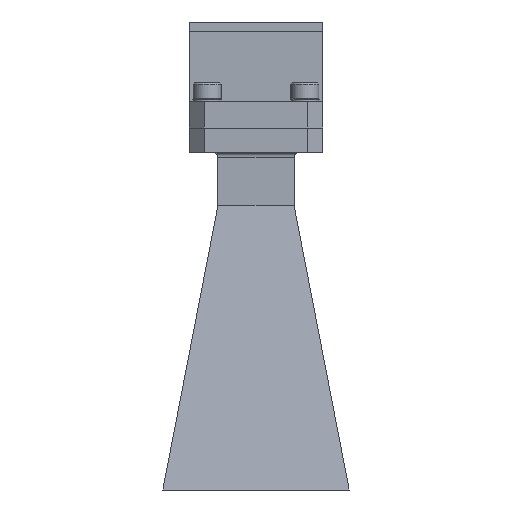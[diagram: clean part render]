
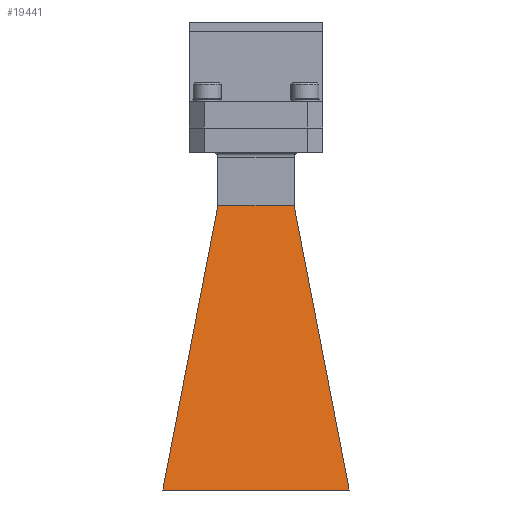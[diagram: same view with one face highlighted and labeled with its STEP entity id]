
A CAD part, front view. The second image highlights one B-rep face of the part: STEP entity #19441.
In plain terms, the highlighted planar face has unit normal (0, -0.984, 0.177).
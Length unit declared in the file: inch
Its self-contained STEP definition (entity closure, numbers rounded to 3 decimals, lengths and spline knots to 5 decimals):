
#684 = AXIS2_PLACEMENT_3D ( 'NONE', #5446, #26447, #9572 ) ;
#1065 = B_SPLINE_CURVE_WITH_KNOTS ( 'NONE', 3,
 ( #14032, #11834, #24447, #22272 ),
 .UNSPECIFIED., .F., .F.,
 ( 4, 4 ),
 ( 0., 1. ),
 .UNSPECIFIED. ) ;
#1073 = EDGE_CURVE ( 'NONE', #26858, #11577, #17557, .T. ) ;
#1103 = VECTOR ( 'NONE', #15071, 39.37008 ) ;
#1154 = EDGE_CURVE ( 'NONE', #13717, #16474, #1065, .T. ) ;
#1386 = ORIENTED_EDGE ( 'NONE', *, *, #1154, .T. ) ;
#2584 = CARTESIAN_POINT ( 'NONE',  ( 0.61, -0.46, -2.37 ) ) ;
#3079 = PLANE ( 'NONE',  #684 ) ;
#3146 = CARTESIAN_POINT ( 'NONE',  ( 0.249, -0.124, -0.505 ) ) ;
#3167 = VECTOR ( 'NONE', #11310, 39.37008 ) ;
#4271 = EDGE_LOOP ( 'NONE', ( #6345, #1386, #8478, #17008 ) ) ;
#4381 = EDGE_CURVE ( 'NONE', #26858, #16474, #22213, .T. ) ;
#5446 = CARTESIAN_POINT ( 'NONE',  ( 0., -0.03198, 0.00576 ) ) ;
#6345 = ORIENTED_EDGE ( 'NONE', *, *, #8866, .T. ) ;
#7571 = CARTESIAN_POINT ( 'NONE',  ( -0.61, -0.46, -2.37 ) ) ;
#8478 = ORIENTED_EDGE ( 'NONE', *, *, #4381, .F. ) ;
#8866 = EDGE_CURVE ( 'NONE', #11577, #13717, #22721, .T. ) ;
#9572 = DIRECTION ( 'NONE',  ( 0., -0.177, -0.984 ) ) ;
#11310 = DIRECTION ( 'NONE',  ( 1., 0., 0. ) ) ;
#11399 = FACE_OUTER_BOUND ( 'NONE', #4271, .T. ) ;
#11577 = VERTEX_POINT ( 'NONE', #2584 ) ;
#11834 = CARTESIAN_POINT ( 'NONE',  ( 0.083, -0.124, -0.505 ) ) ;
#13717 = VERTEX_POINT ( 'NONE', #3146 ) ;
#13993 = CARTESIAN_POINT ( 'NONE',  ( -0.249, -0.124, -0.505 ) ) ;
#14032 = CARTESIAN_POINT ( 'NONE',  ( 0.249, -0.124, -0.505 ) ) ;
#15071 = DIRECTION ( 'NONE',  ( -0.187, 0.174, 0.967 ) ) ;
#16287 = DIRECTION ( 'NONE',  ( 0.187, 0.174, 0.967 ) ) ;
#16461 = CARTESIAN_POINT ( 'NONE',  ( -0.61, -0.46, -2.37 ) ) ;
#16474 = VERTEX_POINT ( 'NONE', #13993 ) ;
#17008 = ORIENTED_EDGE ( 'NONE', *, *, #1073, .T. ) ;
#17557 = LINE ( 'NONE', #22005, #3167 ) ;
#19441 = ADVANCED_FACE ( 'NONE', ( #11399 ), #3079, .T. ) ;
#22005 = CARTESIAN_POINT ( 'NONE',  ( -0.61, -0.46, -2.37 ) ) ;
#22213 = LINE ( 'NONE', #16461, #26131 ) ;
#22272 = CARTESIAN_POINT ( 'NONE',  ( -0.249, -0.124, -0.505 ) ) ;
#22721 = LINE ( 'NONE', #25212, #1103 ) ;
#24447 = CARTESIAN_POINT ( 'NONE',  ( -0.083, -0.124, -0.505 ) ) ;
#25212 = CARTESIAN_POINT ( 'NONE',  ( 0.61, -0.46, -2.37 ) ) ;
#26131 = VECTOR ( 'NONE', #16287, 39.37008 ) ;
#26447 = DIRECTION ( 'NONE',  ( 0., -0.984, 0.177 ) ) ;
#26858 = VERTEX_POINT ( 'NONE', #7571 ) ;
